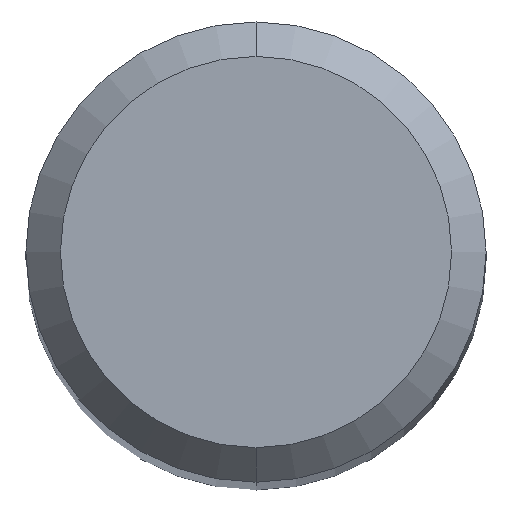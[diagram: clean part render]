
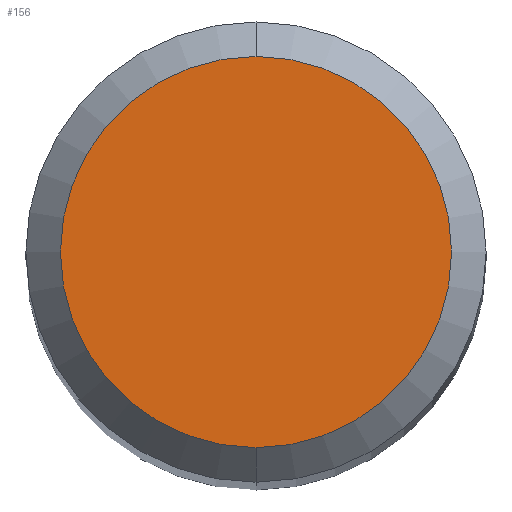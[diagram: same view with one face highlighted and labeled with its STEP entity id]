
A CAD part, top view. The second image highlights one B-rep face of the part: STEP entity #156.
In plain terms, the highlighted planar face has unit normal (0, 0, 1).
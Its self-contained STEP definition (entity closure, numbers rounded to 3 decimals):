
#106=VERTEX_POINT('',#250);
#140=EDGE_CURVE('',#106,#166,#288,.T.);
#156=ADVANCED_FACE('',(#305),#306,.T.);
#166=VERTEX_POINT('',#317);
#178=EDGE_CURVE('',#166,#106,#330,.T.);
#250=CARTESIAN_POINT('',(0.0,1.7,0.0));
#288=CIRCLE('',#453,1.7);
#305=FACE_OUTER_BOUND('',#476,.T.);
#306=PLANE('',#477);
#317=CARTESIAN_POINT('',(0.,-1.7,0.0));
#330=CIRCLE('',#507,1.7);
#453=AXIS2_PLACEMENT_3D('',#638,#639,#640);
#476=EDGE_LOOP('',(#658,#659));
#477=AXIS2_PLACEMENT_3D('',#660,#661,#662);
#507=AXIS2_PLACEMENT_3D('',#687,#688,#689);
#638=CARTESIAN_POINT('',(0.0,0.0,0.0));
#639=DIRECTION('',(0.0,0.0,-1.0));
#640=DIRECTION('',(0.0,1.0,0.0));
#658=ORIENTED_EDGE('',*,*,#140,.F.);
#659=ORIENTED_EDGE('',*,*,#178,.F.);
#660=CARTESIAN_POINT('',(0.0,0.85,0.0));
#661=DIRECTION('',(-0.0,0.0,1.0));
#662=DIRECTION('',(0.0,-1.0,0.0));
#687=CARTESIAN_POINT('',(0.0,0.0,0.0));
#688=DIRECTION('',(0.0,0.0,-1.0));
#689=DIRECTION('',(0.0,1.0,0.0));
